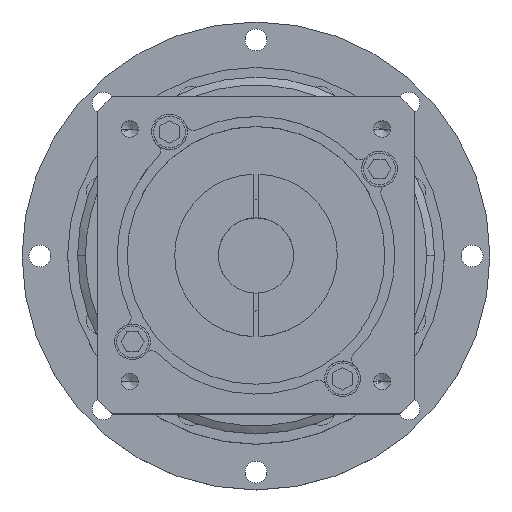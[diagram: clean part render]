
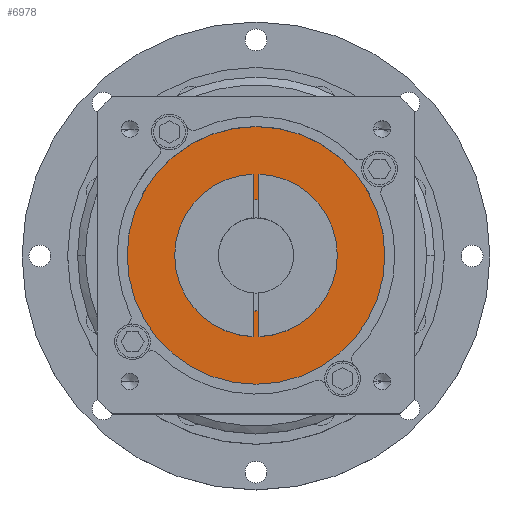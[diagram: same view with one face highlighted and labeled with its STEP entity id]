
A CAD part, top view. The second image highlights one B-rep face of the part: STEP entity #6978.
In plain terms, the highlighted planar face has unit normal (0, 0, 1).
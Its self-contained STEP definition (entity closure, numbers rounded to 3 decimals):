
#501 = FACE_OUTER_BOUND ( 'NONE', #4476, .T. ) ;
#982 = CARTESIAN_POINT ( 'NONE',  ( -32.5, 0., 76.5 ) ) ;
#994 = CARTESIAN_POINT ( 'NONE',  ( 0., 0., 76.5 ) ) ;
#1266 = DIRECTION ( 'NONE',  ( 1., 0., 0. ) ) ;
#1365 = DIRECTION ( 'NONE',  ( 0., 0., 1. ) ) ;
#1517 = AXIS2_PLACEMENT_3D ( 'NONE', #4280, #8224, #1595 ) ;
#1595 = DIRECTION ( 'NONE',  ( 1., 0., 0. ) ) ;
#1857 = AXIS2_PLACEMENT_3D ( 'NONE', #994, #8969, #1266 ) ;
#2109 = VERTEX_POINT ( 'NONE', #8521 ) ;
#2279 = PLANE ( 'NONE',  #9527 ) ;
#2386 = CIRCLE ( 'NONE', #1517, 14. ) ;
#2621 = EDGE_CURVE ( 'NONE', #11619, #2109, #2386, .T. ) ;
#3104 = CARTESIAN_POINT ( 'NONE',  ( 14., 0., 76.5 ) ) ;
#3753 = EDGE_CURVE ( 'NONE', #11317, #7894, #8421, .T. ) ;
#3893 = DIRECTION ( 'NONE',  ( 0., 0., 1. ) ) ;
#4280 = CARTESIAN_POINT ( 'NONE',  ( 0., 0., 76.5 ) ) ;
#4476 = EDGE_LOOP ( 'NONE', ( #11398, #9866 ) ) ;
#4881 = EDGE_CURVE ( 'NONE', #7894, #11317, #5866, .T. ) ;
#5129 = CIRCLE ( 'NONE', #8149, 14. ) ;
#5866 = CIRCLE ( 'NONE', #1857, 32.5 ) ;
#6093 = DIRECTION ( 'NONE',  ( 0., 0., 1. ) ) ;
#6218 = DIRECTION ( 'NONE',  ( 1., 0., 0. ) ) ;
#6666 = CARTESIAN_POINT ( 'NONE',  ( 0., 0., 76.5 ) ) ;
#6978 = ADVANCED_FACE ( 'NONE', ( #8029, #501 ), #2279, .T. ) ;
#7894 = VERTEX_POINT ( 'NONE', #982 ) ;
#7903 = ORIENTED_EDGE ( 'NONE', *, *, #2621, .F. ) ;
#8003 = DIRECTION ( 'NONE',  ( 1., 0., 0. ) ) ;
#8029 = FACE_BOUND ( 'NONE', #10541, .T. ) ;
#8149 = AXIS2_PLACEMENT_3D ( 'NONE', #9562, #3893, #10542 ) ;
#8224 = DIRECTION ( 'NONE',  ( 0., 0., 1. ) ) ;
#8399 = ORIENTED_EDGE ( 'NONE', *, *, #10918, .F. ) ;
#8421 = CIRCLE ( 'NONE', #10928, 32.5 ) ;
#8521 = CARTESIAN_POINT ( 'NONE',  ( -14., 0., 76.5 ) ) ;
#8969 = DIRECTION ( 'NONE',  ( 0., 0., 1. ) ) ;
#9527 = AXIS2_PLACEMENT_3D ( 'NONE', #11770, #1365, #8003 ) ;
#9562 = CARTESIAN_POINT ( 'NONE',  ( 0., 0., 76.5 ) ) ;
#9866 = ORIENTED_EDGE ( 'NONE', *, *, #4881, .T. ) ;
#10541 = EDGE_LOOP ( 'NONE', ( #8399, #7903 ) ) ;
#10542 = DIRECTION ( 'NONE',  ( 1., 0., 0. ) ) ;
#10918 = EDGE_CURVE ( 'NONE', #2109, #11619, #5129, .T. ) ;
#10928 = AXIS2_PLACEMENT_3D ( 'NONE', #6666, #6093, #6218 ) ;
#11317 = VERTEX_POINT ( 'NONE', #12152 ) ;
#11398 = ORIENTED_EDGE ( 'NONE', *, *, #3753, .T. ) ;
#11619 = VERTEX_POINT ( 'NONE', #3104 ) ;
#11770 = CARTESIAN_POINT ( 'NONE',  ( 0., 0., 76.5 ) ) ;
#12152 = CARTESIAN_POINT ( 'NONE',  ( 32.5, 0., 76.5 ) ) ;
